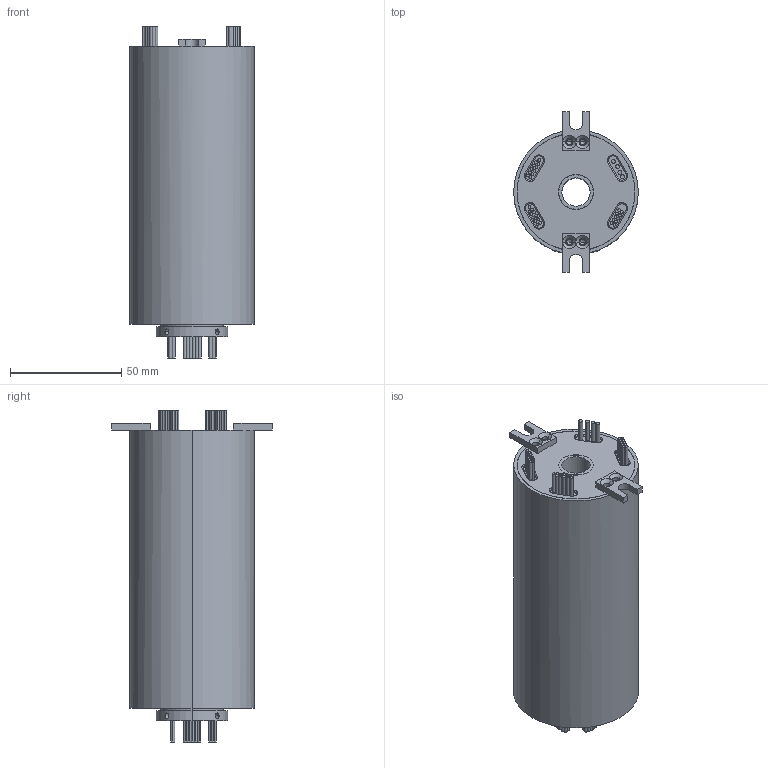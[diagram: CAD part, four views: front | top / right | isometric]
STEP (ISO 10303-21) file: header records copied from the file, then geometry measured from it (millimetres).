
FILE_DESCRIPTION (( 'STEP AP203' ), '1' );
FILE_NAME ('TR1256-P0410-S32.STEP', '2020-09-05T07:32:25', ( '微软用户' ), ( '微软中国' ), 'SwSTEP 2.0', 'SolidWorks 2014', '' );
FILE_SCHEMA (( 'CONFIG_CONTROL_DESIGN' ));
Length unit declared in the file: millimetre
Products named in the file (1): TR1256-P0410-S32
Bounding box: 56 x 72 x 149.2 mm (x, y, z)
Volume: 296991.3 mm3; surface area: 38971.3 mm2
Topology: 1 solids, 1 shells, 386 faces, 845 edges, 538 vertices
Faces by surface type: cylinder 225, plane 133, cone 28
Entity records: 11040 total; most frequent: DIRECTION 2065, CARTESIAN_POINT 2058, ORIENTED_EDGE 1674, AXIS2_PLACEMENT_3D 857, EDGE_CURVE 837, VERTEX_POINT 538, EDGE_LOOP 485, CIRCLE 470
